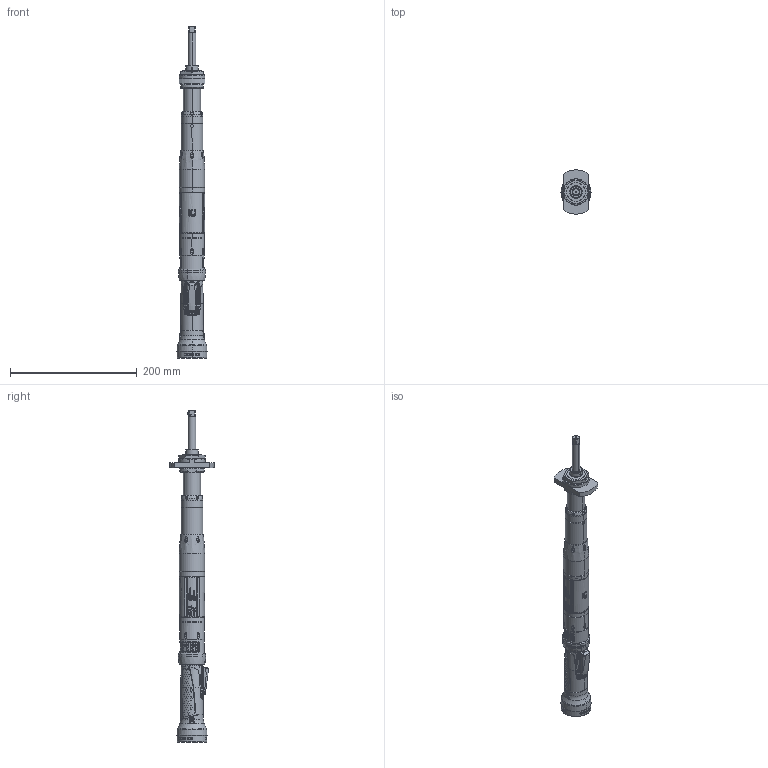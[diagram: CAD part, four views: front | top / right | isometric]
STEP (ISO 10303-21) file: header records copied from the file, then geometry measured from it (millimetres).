
FILE_DESCRIPTION((''),'2;1');
FILE_NAME('8436626017_DIM_ASM','2023-06-21T15:37:44',('a00520337'),(''),'CREO PARAMETRIC BY PTC INC, 2022414','CREO PARAMETRIC BY PTC INC, 2022414','');
FILE_SCHEMA(('CONFIG_CONTROL_DESIGN','GEOMETRIC_VALIDATION_PROPERTIES_MIM'));
Products named in the file (5): FRONT_SW0001; HANDLE_SW0002; 4220524500; 4220524501; 8436626017_DIM_ASM
Assembly tree (4 placements, depth 2):
  8436626017_DIM_ASM
    FRONT_SW0001
    HANDLE_SW0002
    4220524500
    4220524501
Bounding box: 47.62 x 70 x 524.93 mm (x, y, z)
Volume: 529685.7 mm3; surface area: 82835.5 mm2
Topology: 4 solids, 8 shells, 3989 faces, 10796 edges, 7091 vertices
Faces by surface type: plane 1754, extrusion 731, bspline 717, cylinder 550, cone 115, torus 95, revolution 19, sphere 8
Entity records: 209342 total; most frequent: CARTESIAN_POINT 100122, ORIENTED_EDGE 21588, DIRECTION 13204, EDGE_CURVE 10794, VERTEX_POINT 7091, B_SPLINE_CURVE_WITH_KNOTS 5722, VECTOR 4987, EDGE_LOOP 4265
